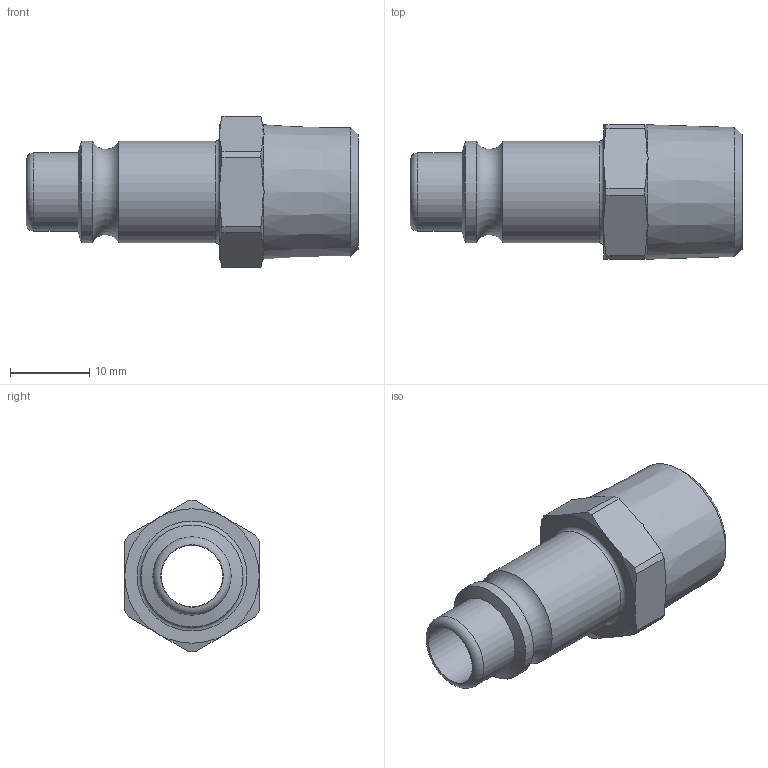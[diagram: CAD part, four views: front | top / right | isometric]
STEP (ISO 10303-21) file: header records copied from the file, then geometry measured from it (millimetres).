
FILE_DESCRIPTION((''),'2;1');
FILE_NAME('33sfak17sxn.stp','2014-06-17T10:28:28',('IA176480'),(''),'Autodesk Inventor 2013','Autodesk Inventor 2013','');
FILE_SCHEMA(('AUTOMOTIVE_DESIGN { 1 0 10303 214 1 1 1 1 }'));
Length unit declared in the file: millimetre
Products named in the file (1): D110730
Bounding box: 42 x 17 x 19.15 mm (x, y, z)
Volume: 3874.9 mm3; surface area: 3376.3 mm2
Topology: 1 solids, 1 shells, 39 faces, 93 edges, 57 vertices
Faces by surface type: cone 16, cylinder 11, plane 9, torus 3
Full cylindrical faces by diameter (mm): 7.8 x1, 9.9 x1, 11.5 x1, 12.9 x2
Entity records: 1056 total; most frequent: CARTESIAN_POINT 236, DIRECTION 168, ORIENTED_EDGE 160, EDGE_CURVE 80, AXIS2_PLACEMENT_3D 78, VERTEX_POINT 56, EDGE_LOOP 54, FACE_OUTER_BOUND 39
